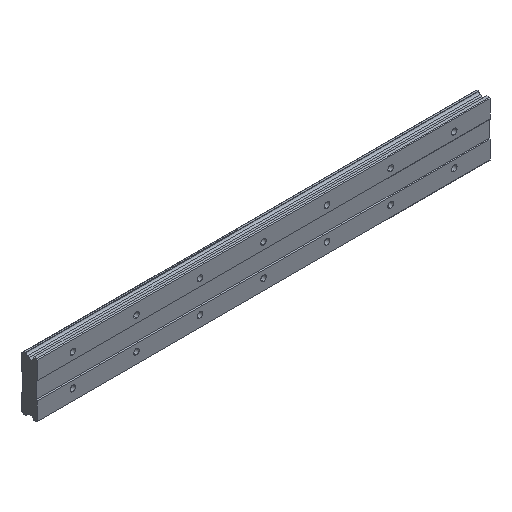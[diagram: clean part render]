
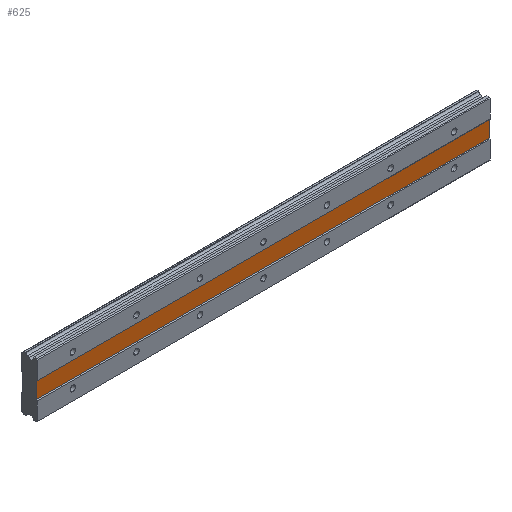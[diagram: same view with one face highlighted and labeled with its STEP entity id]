
A CAD part, isometric view. The second image highlights one B-rep face of the part: STEP entity #625.
In plain terms, the highlighted planar face has unit normal (0, -1, 0).
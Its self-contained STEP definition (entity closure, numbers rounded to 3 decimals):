
#22 = CARTESIAN_POINT ( 'NONE',  ( 525., 1., -10. ) ) ;
#31 = ORIENTED_EDGE ( 'NONE', *, *, #1653, .F. ) ;
#130 = CARTESIAN_POINT ( 'NONE',  ( 525., 1., 34.482 ) ) ;
#140 = LINE ( 'NONE', #1156, #1466 ) ;
#166 = VERTEX_POINT ( 'NONE', #22 ) ;
#267 = DIRECTION ( 'NONE',  ( 0., 1., 0. ) ) ;
#359 = ORIENTED_EDGE ( 'NONE', *, *, #2364, .T. ) ;
#385 = LINE ( 'NONE', #2406, #2951 ) ;
#493 = CARTESIAN_POINT ( 'NONE',  ( 525., 1., 10. ) ) ;
#625 = ADVANCED_FACE ( 'NONE', ( #3061 ), #2544, .F. ) ;
#932 = ORIENTED_EDGE ( 'NONE', *, *, #985, .T. ) ;
#980 = LINE ( 'NONE', #1989, #1074 ) ;
#985 = EDGE_CURVE ( 'NONE', #2645, #1250, #140, .T. ) ;
#1074 = VECTOR ( 'NONE', #2289, 1000. ) ;
#1154 = DIRECTION ( 'NONE',  ( 1., 0., 0. ) ) ;
#1156 = CARTESIAN_POINT ( 'NONE',  ( -45., 1., 34.482 ) ) ;
#1163 = VECTOR ( 'NONE', #2872, 1000. ) ;
#1250 = VERTEX_POINT ( 'NONE', #2291 ) ;
#1361 = LINE ( 'NONE', #130, #1163 ) ;
#1466 = VECTOR ( 'NONE', #1861, 1000. ) ;
#1490 = CARTESIAN_POINT ( 'NONE',  ( 525., 1., 10. ) ) ;
#1586 = VERTEX_POINT ( 'NONE', #1490 ) ;
#1622 = EDGE_LOOP ( 'NONE', ( #359, #31, #1819, #932 ) ) ;
#1653 = EDGE_CURVE ( 'NONE', #1586, #166, #1361, .T. ) ;
#1819 = ORIENTED_EDGE ( 'NONE', *, *, #2622, .F. ) ;
#1861 = DIRECTION ( 'NONE',  ( 0., 0., -1. ) ) ;
#1989 = CARTESIAN_POINT ( 'NONE',  ( 525., 1., 10. ) ) ;
#2289 = DIRECTION ( 'NONE',  ( 1., 0., 0. ) ) ;
#2291 = CARTESIAN_POINT ( 'NONE',  ( -45., 1., -10. ) ) ;
#2294 = DIRECTION ( 'NONE',  ( 0., 0., 1. ) ) ;
#2364 = EDGE_CURVE ( 'NONE', #1250, #166, #385, .T. ) ;
#2406 = CARTESIAN_POINT ( 'NONE',  ( 525., 1., -10. ) ) ;
#2544 = PLANE ( 'NONE',  #2987 ) ;
#2622 = EDGE_CURVE ( 'NONE', #2645, #1586, #980, .T. ) ;
#2645 = VERTEX_POINT ( 'NONE', #2994 ) ;
#2872 = DIRECTION ( 'NONE',  ( 0., 0., -1. ) ) ;
#2951 = VECTOR ( 'NONE', #1154, 1000. ) ;
#2987 = AXIS2_PLACEMENT_3D ( 'NONE', #493, #267, #2294 ) ;
#2994 = CARTESIAN_POINT ( 'NONE',  ( -45., 1., 10. ) ) ;
#3061 = FACE_OUTER_BOUND ( 'NONE', #1622, .T. ) ;
